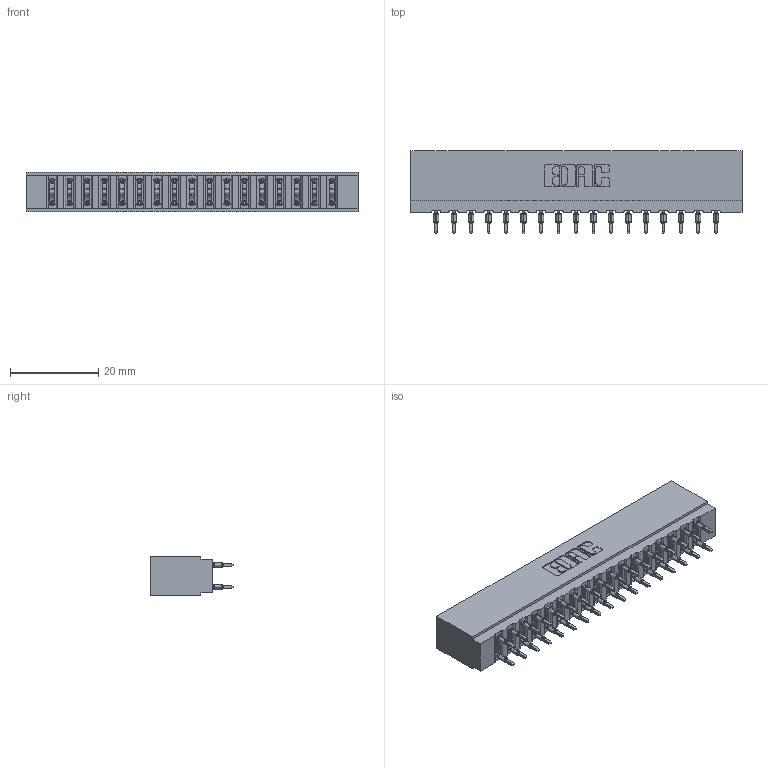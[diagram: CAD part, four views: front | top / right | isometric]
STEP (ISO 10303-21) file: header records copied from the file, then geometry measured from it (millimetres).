
FILE_DESCRIPTION (( 'STEP AP203' ), '1' );
FILE_NAME ('717-034-560-201.STEP', '2026-02-20T17:42:37', ( '' ), ( '' ), 'SwSTEP 2.0', 'SolidWorks 2023', '' );
FILE_SCHEMA (( 'CONFIG_CONTROL_DESIGN' ));
Length unit declared in the file: millimetre
Products named in the file (3): 717-034-560-201; 745-292-001_560; 717 Part_Insulator Option - 06
Assembly tree (35 placements, depth 2):
  717-034-560-201
    717 Part_Insulator Option - 06
    745-292-001_560  x34
Bounding box: 75.23 x 18.78 x 8.89 mm (x, y, z)
Volume: 6748.1 mm3; surface area: 10585.4 mm2
Topology: 35 solids, 35 shells, 3460 faces, 9465 edges, 6014 vertices
Faces by surface type: plane 1805, cylinder 771, bspline 680, torus 204
Entity records: 32848 total; most frequent: CARTESIAN_POINT 6213, ORIENTED_EDGE 5598, DIRECTION 4915, EDGE_CURVE 2799, VECTOR 2507, LINE 2507, VERTEX_POINT 1790, AXIS2_PLACEMENT_3D 1204
